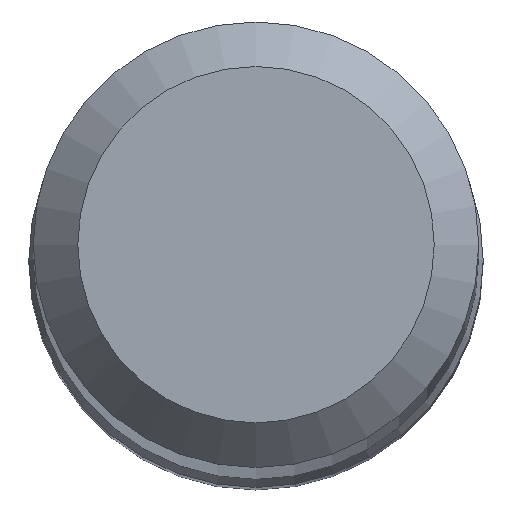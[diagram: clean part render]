
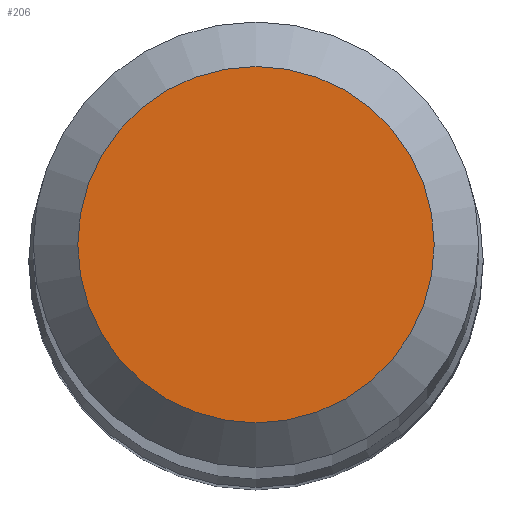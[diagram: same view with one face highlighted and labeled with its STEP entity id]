
A CAD part, top view. The second image highlights one B-rep face of the part: STEP entity #206.
In plain terms, the highlighted planar face has unit normal (0, 0, 1).
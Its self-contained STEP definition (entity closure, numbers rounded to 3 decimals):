
#25 = DIRECTION ( 'NONE',  ( 0., 1., 0. ) ) ;
#42 = CARTESIAN_POINT ( 'NONE',  ( 0., 1.2, 70. ) ) ;
#81 = AXIS2_PLACEMENT_3D ( 'NONE', #186, #114, #25 ) ;
#84 = CARTESIAN_POINT ( 'NONE',  ( 0., 0., 70. ) ) ;
#85 = DIRECTION ( 'NONE',  ( 0., 1., 0. ) ) ;
#98 = ORIENTED_EDGE ( 'NONE', *, *, #303, .F. ) ;
#100 = AXIS2_PLACEMENT_3D ( 'NONE', #84, #111, #85 ) ;
#106 = CIRCLE ( 'NONE', #81, 1.2 ) ;
#111 = DIRECTION ( 'NONE',  ( 0., 0., -1. ) ) ;
#114 = DIRECTION ( 'NONE',  ( 0., 0., -1. ) ) ;
#130 = PLANE ( 'NONE',  #100 ) ;
#186 = CARTESIAN_POINT ( 'NONE',  ( 0., 0., 70. ) ) ;
#206 = ADVANCED_FACE ( 'NONE', ( #243 ), #130, .F. ) ;
#211 = EDGE_LOOP ( 'NONE', ( #98 ) ) ;
#243 = FACE_OUTER_BOUND ( 'NONE', #211, .T. ) ;
#246 = VERTEX_POINT ( 'NONE', #42 ) ;
#303 = EDGE_CURVE ( 'NONE', #246, #246, #106, .T. ) ;
